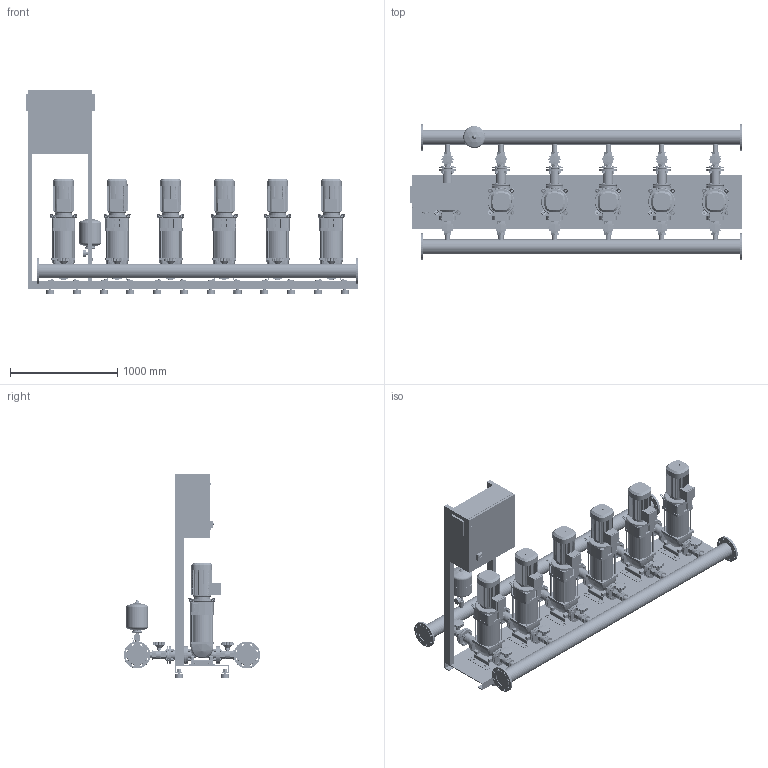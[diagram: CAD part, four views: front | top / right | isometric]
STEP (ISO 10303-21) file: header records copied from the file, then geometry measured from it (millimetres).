
FILE_DESCRIPTION((''),'2;1');
FILE_NAME('3d_CO-6HELIXV2203_K_CC-01-2530541.stp','2016-01-25T08:00:00',(''),(''),'Mechanical Desktop 2009','Mechanical Desktop 2009',', , ');
FILE_SCHEMA(('CONFIG_CONTROL_DESIGN'));
Length unit declared in the file: millimetre
Products named in the file (1): Product
Bounding box: 3100 x 1275 x 1905 mm (x, y, z)
Volume: 453642363.5 mm3; surface area: 25465304.2 mm2
Topology: 311 solids, 311 shells, 10777 faces, 27093 edges, 17602 vertices
Faces by surface type: plane 4396, cylinder 3130, bspline 2297, cone 568, torus 372, sphere 14
Entity records: 361112 total; most frequent: CARTESIAN_POINT 102203, ORIENTED_EDGE 54182, DIRECTION 52153, EDGE_CURVE 27091, AXIS2_PLACEMENT_3D 18077, VERTEX_POINT 17600, VECTOR 15999, LINE 15999
